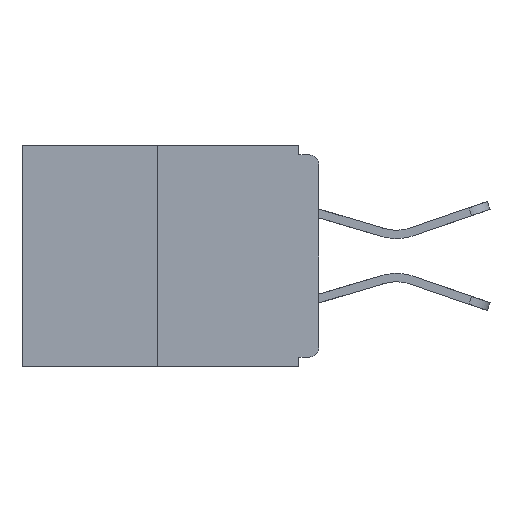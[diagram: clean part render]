
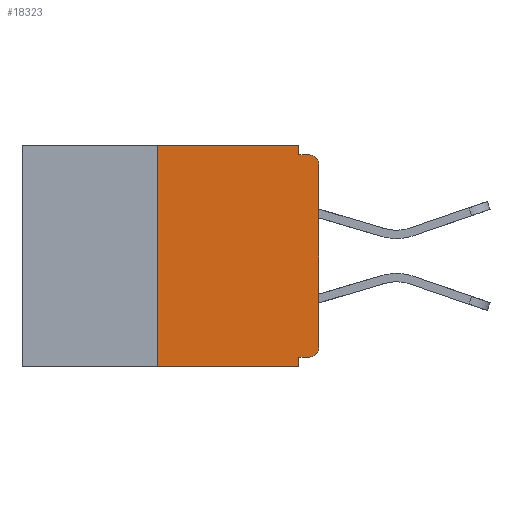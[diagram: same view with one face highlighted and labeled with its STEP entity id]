
A CAD part, left-side view. The second image highlights one B-rep face of the part: STEP entity #18323.
In plain terms, the highlighted planar face has unit normal (-1, 0, 0).
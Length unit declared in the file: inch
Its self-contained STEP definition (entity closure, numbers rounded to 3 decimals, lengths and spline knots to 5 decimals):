
#879 = EDGE_CURVE ( 'NONE', #19396, #11127, #8805, .T. ) ;
#1639 = VERTEX_POINT ( 'NONE', #4348 ) ;
#1705 = CARTESIAN_POINT ( 'NONE',  ( 0., 0., 0. ) ) ;
#1914 = EDGE_CURVE ( 'NONE', #2525, #8712, #21072, .T. ) ;
#2077 = EDGE_CURVE ( 'NONE', #5535, #16036, #3837, .T. ) ;
#2200 = EDGE_CURVE ( 'NONE', #5535, #14608, #17512, .T. ) ;
#2525 = VERTEX_POINT ( 'NONE', #8632 ) ;
#2536 = FACE_OUTER_BOUND ( 'NONE', #21241, .T. ) ;
#2663 = VECTOR ( 'NONE', #6075, 39.37008 ) ;
#3837 = LINE ( 'NONE', #7471, #11582 ) ;
#3974 = VECTOR ( 'NONE', #19486, 39.37008 ) ;
#4348 = CARTESIAN_POINT ( 'NONE',  ( 0., 0.031, -0.328 ) ) ;
#4372 = ORIENTED_EDGE ( 'NONE', *, *, #14460, .F. ) ;
#4500 = CARTESIAN_POINT ( 'NONE',  ( 0., 0.031, 0. ) ) ;
#4534 = ORIENTED_EDGE ( 'NONE', *, *, #2200, .T. ) ;
#4689 = DIRECTION ( 'NONE',  ( 0., 0., -1. ) ) ;
#4939 = CARTESIAN_POINT ( 'NONE',  ( 0., 0.46, 0. ) ) ;
#5197 = VERTEX_POINT ( 'NONE', #10569 ) ;
#5436 = CARTESIAN_POINT ( 'NONE',  ( 0., 0., -0.03 ) ) ;
#5448 = VECTOR ( 'NONE', #16253, 39.37008 ) ;
#5535 = VERTEX_POINT ( 'NONE', #15127 ) ;
#5999 = CARTESIAN_POINT ( 'NONE',  ( 0., 0., -0.328 ) ) ;
#6075 = DIRECTION ( 'NONE',  ( 0., 1., 0. ) ) ;
#6154 = DIRECTION ( 'NONE',  ( -1., 0., 0. ) ) ;
#6447 = CARTESIAN_POINT ( 'NONE',  ( 0., 0.015, -0.015 ) ) ;
#6518 = DIRECTION ( 'NONE',  ( 1., 0., 0. ) ) ;
#6616 = ORIENTED_EDGE ( 'NONE', *, *, #7923, .F. ) ;
#6760 = LINE ( 'NONE', #1705, #9324 ) ;
#7471 = CARTESIAN_POINT ( 'NONE',  ( 0., 0.25, 0. ) ) ;
#7923 = EDGE_CURVE ( 'NONE', #16036, #8368, #17880, .T. ) ;
#7962 = AXIS2_PLACEMENT_3D ( 'NONE', #15410, #18579, #8873 ) ;
#8368 = VERTEX_POINT ( 'NONE', #4500 ) ;
#8632 = CARTESIAN_POINT ( 'NONE',  ( 0., 0.015, -0.328 ) ) ;
#8712 = VERTEX_POINT ( 'NONE', #10146 ) ;
#8805 = CIRCLE ( 'NONE', #19612, 0.015 ) ;
#8873 = DIRECTION ( 'NONE',  ( 0., 0., -1. ) ) ;
#9324 = VECTOR ( 'NONE', #20686, 39.37008 ) ;
#9776 = LINE ( 'NONE', #21120, #5448 ) ;
#9883 = CARTESIAN_POINT ( 'NONE',  ( 0., 0.031, -0.343 ) ) ;
#10146 = CARTESIAN_POINT ( 'NONE',  ( 0., 0., -0.313 ) ) ;
#10569 = CARTESIAN_POINT ( 'NONE',  ( 0., 0.031, -0.015 ) ) ;
#10798 = ORIENTED_EDGE ( 'NONE', *, *, #2077, .F. ) ;
#11127 = VERTEX_POINT ( 'NONE', #6447 ) ;
#11296 = ORIENTED_EDGE ( 'NONE', *, *, #16244, .T. ) ;
#11342 = EDGE_CURVE ( 'NONE', #5197, #11127, #9776, .T. ) ;
#11582 = VECTOR ( 'NONE', #17510, 39.37008 ) ;
#12165 = EDGE_CURVE ( 'NONE', #1639, #14608, #14603, .T. ) ;
#12273 = VECTOR ( 'NONE', #16814, 39.37008 ) ;
#12349 = ORIENTED_EDGE ( 'NONE', *, *, #879, .T. ) ;
#12843 = DIRECTION ( 'NONE',  ( 0., -1., 0. ) ) ;
#12988 = ORIENTED_EDGE ( 'NONE', *, *, #12165, .F. ) ;
#13140 = ORIENTED_EDGE ( 'NONE', *, *, #1914, .T. ) ;
#14460 = EDGE_CURVE ( 'NONE', #8368, #5197, #15804, .T. ) ;
#14603 = LINE ( 'NONE', #19447, #18772 ) ;
#14608 = VERTEX_POINT ( 'NONE', #9883 ) ;
#14758 = PLANE ( 'NONE',  #16291 ) ;
#15127 = CARTESIAN_POINT ( 'NONE',  ( 0., 0.25, -0.343 ) ) ;
#15238 = ORIENTED_EDGE ( 'NONE', *, *, #11342, .F. ) ;
#15410 = CARTESIAN_POINT ( 'NONE',  ( 0., 0.015, -0.313 ) ) ;
#15700 = VECTOR ( 'NONE', #12843, 39.37008 ) ;
#15804 = LINE ( 'NONE', #17701, #3974 ) ;
#15970 = CARTESIAN_POINT ( 'NONE',  ( 0., 0.46, -0.343 ) ) ;
#16036 = VERTEX_POINT ( 'NONE', #16821 ) ;
#16244 = EDGE_CURVE ( 'NONE', #8712, #19396, #6760, .T. ) ;
#16253 = DIRECTION ( 'NONE',  ( 0., -1., 0. ) ) ;
#16291 = AXIS2_PLACEMENT_3D ( 'NONE', #4939, #6518, #16682 ) ;
#16682 = DIRECTION ( 'NONE',  ( 0., 0., -1. ) ) ;
#16814 = DIRECTION ( 'NONE',  ( 0., -1., 0. ) ) ;
#16821 = CARTESIAN_POINT ( 'NONE',  ( 0., 0.25, 0. ) ) ;
#17510 = DIRECTION ( 'NONE',  ( 0., 0., 1. ) ) ;
#17512 = LINE ( 'NONE', #15970, #15700 ) ;
#17624 = LINE ( 'NONE', #5999, #2663 ) ;
#17701 = CARTESIAN_POINT ( 'NONE',  ( 0., 0.031, 0. ) ) ;
#17880 = LINE ( 'NONE', #18322, #12273 ) ;
#18322 = CARTESIAN_POINT ( 'NONE',  ( 0., 0.46, 0. ) ) ;
#18323 = ADVANCED_FACE ( 'NONE', ( #2536 ), #14758, .F. ) ;
#18579 = DIRECTION ( 'NONE',  ( -1., 0., 0. ) ) ;
#18772 = VECTOR ( 'NONE', #4689, 39.37008 ) ;
#18939 = DIRECTION ( 'NONE',  ( 0., 0., -1. ) ) ;
#19224 = CARTESIAN_POINT ( 'NONE',  ( 0., 0.015, -0.03 ) ) ;
#19396 = VERTEX_POINT ( 'NONE', #5436 ) ;
#19447 = CARTESIAN_POINT ( 'NONE',  ( 0., 0.031, -0.343 ) ) ;
#19486 = DIRECTION ( 'NONE',  ( 0., 0., -1. ) ) ;
#19612 = AXIS2_PLACEMENT_3D ( 'NONE', #19224, #6154, #18939 ) ;
#20279 = ORIENTED_EDGE ( 'NONE', *, *, #20967, .F. ) ;
#20686 = DIRECTION ( 'NONE',  ( 0., 0., 1. ) ) ;
#20967 = EDGE_CURVE ( 'NONE', #2525, #1639, #17624, .T. ) ;
#21072 = CIRCLE ( 'NONE', #7962, 0.015 ) ;
#21120 = CARTESIAN_POINT ( 'NONE',  ( 0., 0., -0.015 ) ) ;
#21241 = EDGE_LOOP ( 'NONE', ( #6616, #10798, #4534, #12988, #20279, #13140, #11296, #12349, #15238, #4372 ) ) ;
